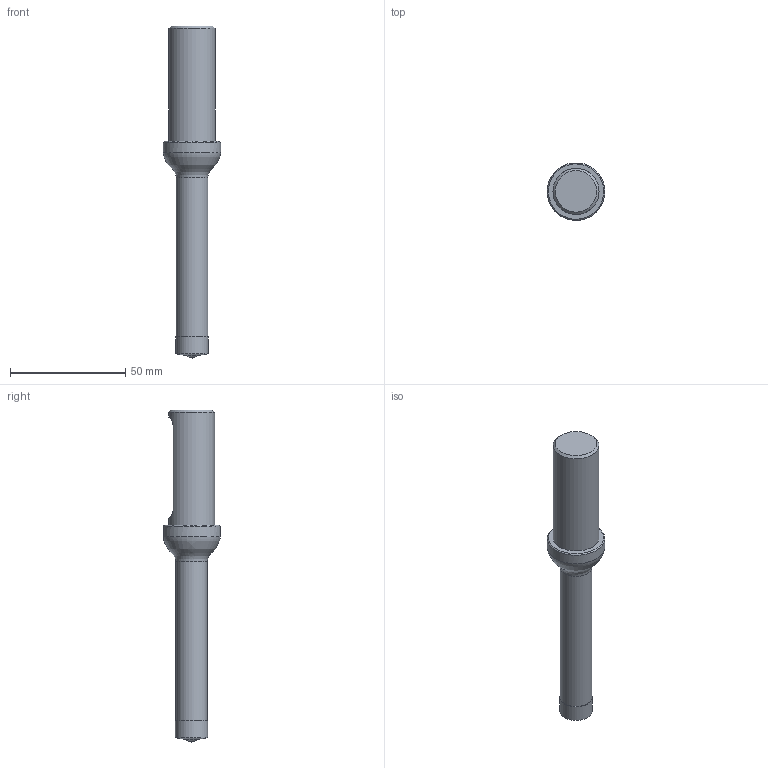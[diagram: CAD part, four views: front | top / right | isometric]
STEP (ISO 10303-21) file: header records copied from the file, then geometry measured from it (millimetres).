
FILE_DESCRIPTION(/* description */ (''),/* implementation_level */ '2;1');
FILE_NAME(/* name */ 'TOOLASSEMBLY_1.STP',/* time_stamp */ '2025-01-03T11:48:18+01:00',/* author */ (''),/* organization */ ('SMS'),/* preprocessor_version */ 'ST-DEVELOPER v16.7',/* originating_system */ 'SIEMENS PLM Software NX 12.0',/* authorisation */ '');
FILE_SCHEMA (('AUTOMOTIVE_DESIGN { 1 0 10303 214 3 1 1 1 }'));
Length unit declared in the file: millimetre
Products named in the file (4): ASSEMBLY_CONSTRUCTION; MASTER_INSERT; NOCUT_BAS_20250103114655; TOOLASSEMBLY_1
Assembly tree (3 placements, depth 2):
  TOOLASSEMBLY_1
    NOCUT_BAS_20250103114655
    MASTER_INSERT
    ASSEMBLY_CONSTRUCTION
Bounding box: 24.99 x 24.63 x 144 mm (x, y, z)
Volume: 32340.2 mm3; surface area: 8543.6 mm2
Topology: 2 solids, 2 shells, 20 faces, 40 edges, 29 vertices
Faces by surface type: cylinder 7, plane 7, cone 3, revolution 1, sphere 1, bspline 1
Full cylindrical faces by diameter (mm): 6.5 x1, 13.671 x1, 14 x1, 20 x1
Entity records: 683 total; most frequent: CARTESIAN_POINT 179, DIRECTION 91, ORIENTED_EDGE 48, AXIS2_PLACEMENT_3D 42, EDGE_LOOP 32, EDGE_CURVE 24, FACE_BOUND 23, ADVANCED_FACE 20
